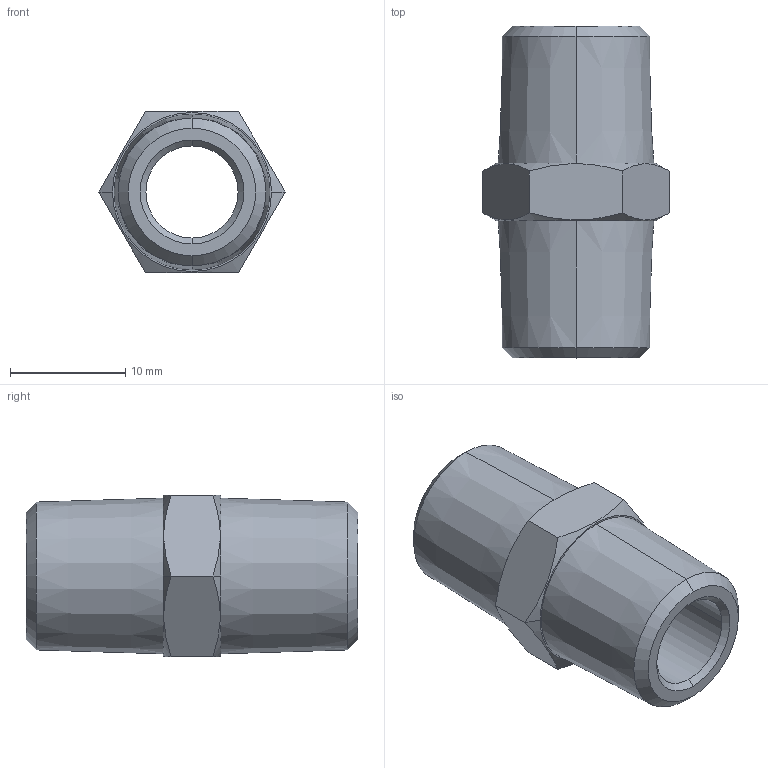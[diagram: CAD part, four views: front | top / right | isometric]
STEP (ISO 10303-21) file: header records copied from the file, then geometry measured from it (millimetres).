
FILE_DESCRIPTION(('STEP AP214'),'1');
FILE_NAME('0900_00_13.stp','2016-07-07T14:19:20',('TraceParts'),('TraceParts S.A.'),'Spatial InterOp 3D',' ',' ');
FILE_SCHEMA(('automotive_design'));
Length unit declared in the file: millimetre
Products named in the file (1): Solide1
Bounding box: 16.17 x 28.8 x 14 mm (x, y, z)
Volume: 2589.5 mm3; surface area: 2082.6 mm2
Topology: 1 solids, 1 shells, 28 faces, 66 edges, 42 vertices
Faces by surface type: cone 16, plane 10, cylinder 2
Entity records: 1052 total; most frequent: CARTESIAN_POINT 161, DIRECTION 142, ORIENTED_EDGE 132, EDGE_CURVE 66, AXIS2_PLACEMENT_3D 59, VERTEX_POINT 42, EDGE_LOOP 32, CIRCLE 30
